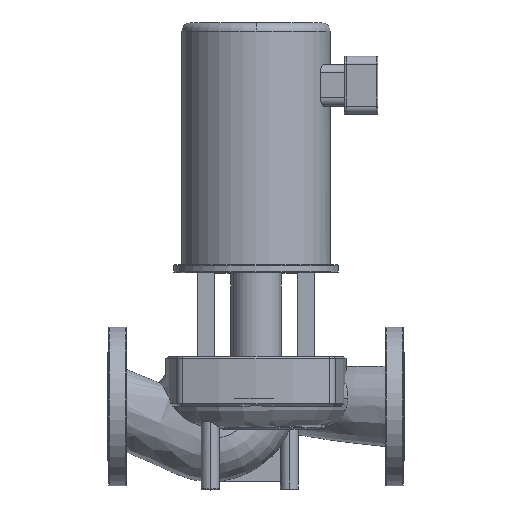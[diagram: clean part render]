
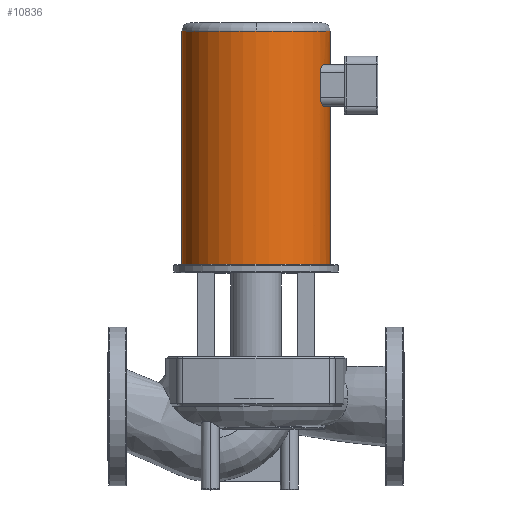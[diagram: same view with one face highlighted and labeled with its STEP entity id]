
A CAD part, top view. The second image highlights one B-rep face of the part: STEP entity #10836.
In plain terms, the highlighted cylindrical face has radius 88.9 mm (diameter 177.8 mm), a partial arc.
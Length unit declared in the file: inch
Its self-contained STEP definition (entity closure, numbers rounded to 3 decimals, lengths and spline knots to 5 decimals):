
#9688=CARTESIAN_POINT('',(10.5,6.70768,0.0));
#9689=VERTEX_POINT('',#9688);
#9690=CARTESIAN_POINT('',(10.5,14.18799,0.0));
#9691=VERTEX_POINT('',#9690);
#9692=CARTESIAN_POINT('',(10.5,6.70768,0.0));
#9693=DIRECTION('',(0.0,1.0,0.0));
#9694=VECTOR('',#9693,7.48031);
#9695=LINE('',#9692,#9694);
#9696=EDGE_CURVE('',#9689,#9691,#9695,.T.);
#9698=CARTESIAN_POINT('',(3.5,6.70768,0.));
#9699=VERTEX_POINT('',#9698);
#9707=CARTESIAN_POINT('',(3.5,17.7313,0.));
#9708=VERTEX_POINT('',#9707);
#9709=CARTESIAN_POINT('',(3.5,6.70768,0.));
#9710=DIRECTION('',(0.0,1.0,0.0));
#9711=VECTOR('',#9710,11.02362);
#9712=LINE('',#9709,#9711);
#9713=EDGE_CURVE('',#9699,#9708,#9712,.T.);
#9724=CARTESIAN_POINT('',(10.5,17.7313,0.));
#9725=VERTEX_POINT('',#9724);
#9733=CARTESIAN_POINT('',(10.5,16.1565,0.0));
#9734=VERTEX_POINT('',#9733);
#9735=CARTESIAN_POINT('',(10.5,16.1565,0.0));
#9736=DIRECTION('',(0.0,1.0,0.0));
#9737=VECTOR('',#9736,1.5748);
#9738=LINE('',#9735,#9737);
#9739=EDGE_CURVE('',#9734,#9725,#9738,.T.);
#9802=CARTESIAN_POINT('',(7.0,17.7313,3.5));
#9803=VERTEX_POINT('',#9802);
#9804=CARTESIAN_POINT('',(7.0,17.7313,0.0));
#9805=DIRECTION('',(0.0,1.0,0.0));
#9806=DIRECTION('',(-1.0,0.0,0.0));
#9807=AXIS2_PLACEMENT_3D('',#9804,#9805,#9806);
#9808=CIRCLE('',#9807,3.5);
#9809=EDGE_CURVE('',#9708,#9803,#9808,.T.);
#10529=CARTESIAN_POINT('',(10.22652,16.1565,1.3563));
#10530=VERTEX_POINT('',#10529);
#10531=CARTESIAN_POINT('',(10.03109,15.7628,1.75));
#10532=VERTEX_POINT('',#10531);
#10533=CARTESIAN_POINT('',(10.04779,15.61387,1.72075));
#10534=CARTESIAN_POINT('',(10.03687,15.66122,1.7401));
#10535=CARTESIAN_POINT('',(10.03109,15.71334,1.75));
#10536=CARTESIAN_POINT('',(10.03109,15.7628,1.75));
#10537=CARTESIAN_POINT('',(10.03109,15.81225,1.75));
#10538=CARTESIAN_POINT('',(10.03687,15.86437,1.7401));
#10539=CARTESIAN_POINT('',(10.05872,15.95907,1.7014));
#10540=CARTESIAN_POINT('',(10.07467,16.00171,1.67265));
#10541=CARTESIAN_POINT('',(10.11069,16.07254,1.60476));
#10542=CARTESIAN_POINT('',(10.13376,16.10416,1.55965));
#10543=CARTESIAN_POINT('',(10.18104,16.14615,1.46082));
#10544=CARTESIAN_POINT('',(10.20518,16.1565,1.40706));
#10545=CARTESIAN_POINT('',(10.24702,16.1565,1.30755));
#10546=CARTESIAN_POINT('',(10.26777,16.14688,1.25476));
#10547=CARTESIAN_POINT('',(10.28581,16.12651,1.20559));
#10548=B_SPLINE_CURVE_WITH_KNOTS('',3,(#10533,#10534,#10535,#10536,#10537,#10538,#10539,#10540,#10541,#10542,#10543,#10544,#10545,#10546,#10547),.UNSPECIFIED.,.F.,.U.,(4,3,2,2,2,2,4),(-0.37685,0.0,0.37685,0.7537,1.17331,1.59292,1.99587),.UNSPECIFIED.);
#10549=EDGE_CURVE('',#10530,#10532,#10548,.F.);
#10573=CARTESIAN_POINT('',(10.03109,14.58169,1.75));
#10574=VERTEX_POINT('',#10573);
#10575=CARTESIAN_POINT('',(10.03109,14.58169,1.75));
#10576=DIRECTION('',(0.0,1.0,0.0));
#10577=VECTOR('',#10576,1.1811);
#10578=LINE('',#10575,#10577);
#10579=EDGE_CURVE('',#10574,#10532,#10578,.T.);
#10635=CARTESIAN_POINT('',(10.22652,14.18799,1.3563));
#10636=VERTEX_POINT('',#10635);
#10637=CARTESIAN_POINT('',(10.28581,14.21798,1.20559));
#10638=CARTESIAN_POINT('',(10.26777,14.19761,1.25476));
#10639=CARTESIAN_POINT('',(10.24702,14.18799,1.30755));
#10640=CARTESIAN_POINT('',(10.20518,14.18799,1.40706));
#10641=CARTESIAN_POINT('',(10.18104,14.19834,1.46082));
#10642=CARTESIAN_POINT('',(10.13376,14.24033,1.55965));
#10643=CARTESIAN_POINT('',(10.11069,14.27195,1.60476));
#10644=CARTESIAN_POINT('',(10.07467,14.34278,1.67265));
#10645=CARTESIAN_POINT('',(10.05872,14.38542,1.7014));
#10646=CARTESIAN_POINT('',(10.03687,14.48012,1.7401));
#10647=CARTESIAN_POINT('',(10.03109,14.53224,1.75));
#10648=CARTESIAN_POINT('',(10.03109,14.58169,1.75));
#10649=CARTESIAN_POINT('',(10.03109,14.63115,1.75));
#10650=CARTESIAN_POINT('',(10.03687,14.68327,1.7401));
#10651=CARTESIAN_POINT('',(10.04779,14.73062,1.72075));
#10652=B_SPLINE_CURVE_WITH_KNOTS('',3,(#10637,#10638,#10639,#10640,#10641,#10642,#10643,#10644,#10645,#10646,#10647,#10648,#10649,#10650,#10651),.UNSPECIFIED.,.F.,.U.,(4,2,2,2,2,3,4),(-1.99587,-1.59292,-1.17331,-0.7537,-0.37685,0.0,0.37685),.UNSPECIFIED.);
#10653=EDGE_CURVE('',#10574,#10636,#10652,.F.);
#10674=CARTESIAN_POINT('',(7.,14.18799,0.0));
#10675=DIRECTION('',(0.0,-1.0,0.0));
#10676=DIRECTION('',(1.0,0.0,0.0));
#10677=AXIS2_PLACEMENT_3D('',#10674,#10675,#10676);
#10678=CIRCLE('',#10677,3.5);
#10679=EDGE_CURVE('',#9691,#10636,#10678,.T.);
#10757=CARTESIAN_POINT('',(7.,16.1565,0.0));
#10758=DIRECTION('',(0.0,1.0,0.0));
#10759=DIRECTION('',(1.0,0.0,0.0));
#10760=AXIS2_PLACEMENT_3D('',#10757,#10758,#10759);
#10761=CIRCLE('',#10760,3.5);
#10762=EDGE_CURVE('',#10530,#9734,#10761,.T.);
#10790=CARTESIAN_POINT('',(7.0,17.7313,0.0));
#10791=DIRECTION('',(0.0,1.0,0.0));
#10792=DIRECTION('',(-1.0,0.0,0.0));
#10793=AXIS2_PLACEMENT_3D('',#10790,#10791,#10792);
#10794=CIRCLE('',#10793,3.5);
#10795=EDGE_CURVE('',#9803,#9725,#10794,.T.);
#10812=CARTESIAN_POINT('',(7.,12.41634,0.0));
#10813=DIRECTION('',(0.,-1.0,0.0));
#10814=DIRECTION('',(1.0,0.0,0.0));
#10815=AXIS2_PLACEMENT_3D('',#10812,#10813,#10814);
#10816=CYLINDRICAL_SURFACE('',#10815,3.5);
#10817=ORIENTED_EDGE('',*,*,#9696,.T.);
#10818=ORIENTED_EDGE('',*,*,#10679,.T.);
#10819=ORIENTED_EDGE('',*,*,#10653,.F.);
#10820=ORIENTED_EDGE('',*,*,#10579,.T.);
#10821=ORIENTED_EDGE('',*,*,#10549,.F.);
#10822=ORIENTED_EDGE('',*,*,#10762,.T.);
#10823=ORIENTED_EDGE('',*,*,#9739,.T.);
#10824=ORIENTED_EDGE('',*,*,#10795,.F.);
#10825=ORIENTED_EDGE('',*,*,#9809,.F.);
#10826=ORIENTED_EDGE('',*,*,#9713,.F.);
#10827=CARTESIAN_POINT('',(7.,6.70768,0.0));
#10828=DIRECTION('',(0.0,-1.0,0.0));
#10829=DIRECTION('',(1.0,0.0,0.0));
#10830=AXIS2_PLACEMENT_3D('',#10827,#10828,#10829);
#10831=CIRCLE('',#10830,3.5);
#10832=EDGE_CURVE('',#9689,#9699,#10831,.T.);
#10833=ORIENTED_EDGE('',*,*,#10832,.F.);
#10834=EDGE_LOOP('',(#10817,#10818,#10819,#10820,#10821,#10822,#10823,#10824,#10825,#10826,#10833));
#10835=FACE_OUTER_BOUND('',#10834,.T.);
#10836=ADVANCED_FACE('',(#10835),#10816,.T.);
